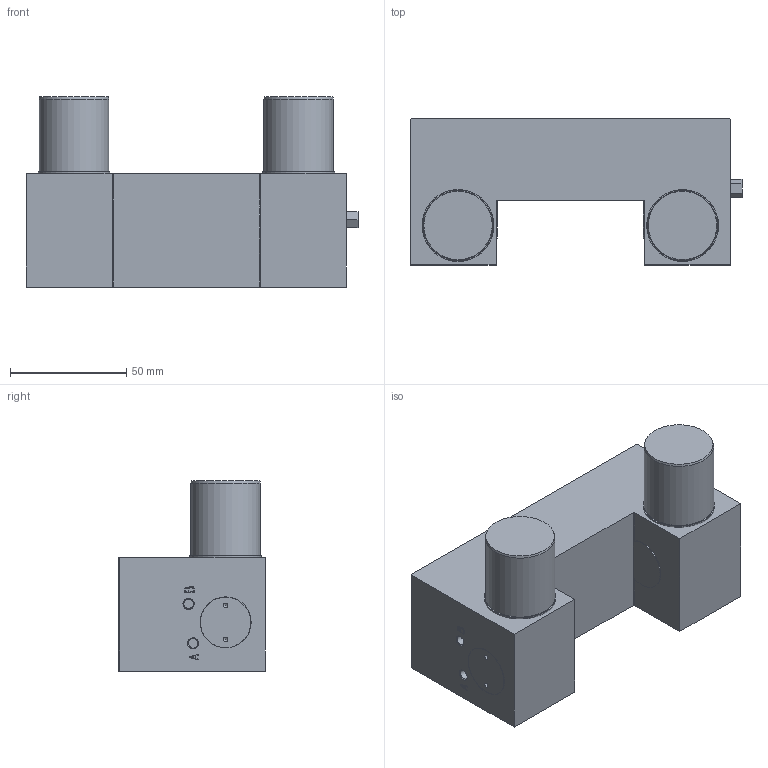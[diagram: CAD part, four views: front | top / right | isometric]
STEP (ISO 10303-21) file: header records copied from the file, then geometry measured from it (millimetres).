
FILE_DESCRIPTION( ( 'STEP AP203' ), '1' );
FILE_NAME( 'MKS6501A-SBCSBI-SBI..FL-65.stp', '2021-04-19T13:15:47', ( 'License CC BY-ND 4.0' ), ( 'CADENAS' ), ' ', 'PARTsolutions', ' ' );
FILE_SCHEMA( ( 'CONFIG_CONTROL_DESIGN' ) );
Length unit declared in the file: millimetre
Products named in the file (4): MKS6501A-SBCSBI-SBI..FL-65; _Gehaeuse_MKS 6501A 61; _Luftfilter 5 7; _Deckel MKS 30
Assembly tree (4 placements, depth 2):
  MKS6501A-SBCSBI-SBI..FL-65
    _Gehaeuse_MKS 6501A 61
    _Luftfilter 5 7
    _Deckel MKS 30  x2
Bounding box: 143.1 x 63 x 82 mm (x, y, z)
Volume: 349837.9 mm3; surface area: 53308.4 mm2
Topology: 4 solids, 4 shells, 164 faces, 372 edges, 246 vertices
Faces by surface type: plane 96, cylinder 44, cone 22, torus 2
Full cylindrical faces by diameter (mm): 2 x8, 4.134 x4, 8.376 x4, 21.8 x2, 22 x2, 26 x2, 29.8 x2, 30 x4, 31 x2
Entity records: 4031 total; most frequent: DIRECTION 680, CARTESIAN_POINT 674, ORIENTED_EDGE 556, EDGE_CURVE 278, AXIS2_PLACEMENT_3D 248, EDGE_LOOP 228, VERTEX_POINT 214, LINE 184
